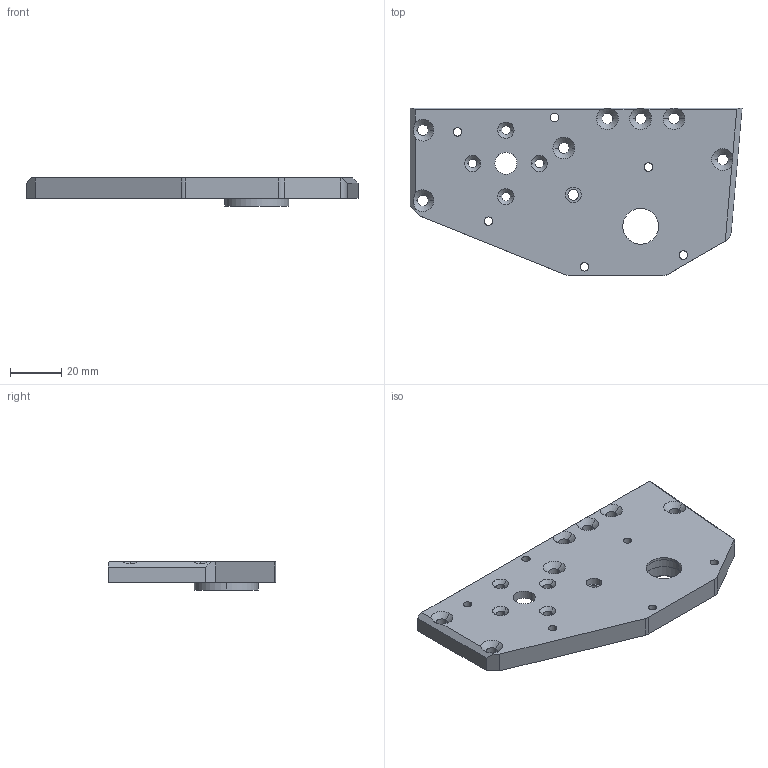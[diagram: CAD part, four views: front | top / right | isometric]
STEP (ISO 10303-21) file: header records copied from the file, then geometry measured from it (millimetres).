
FILE_DESCRIPTION (( 'STEP AP214' ), '1' );
FILE_NAME ('ALTI_USI_02-B.STEP', '2021-02-17T08:59:47', ( '' ), ( '' ), 'SwSTEP 2.0', 'SolidWorks 2020', '' );
FILE_SCHEMA (( 'AUTOMOTIVE_DESIGN' ));
Length unit declared in the file: millimetre
Products named in the file (1): ALTI_USI_02-B
Bounding box: 129.53 x 65.25 x 11 mm (x, y, z)
Volume: 52147 mm3; surface area: 19634.1 mm2
Topology: 1 solids, 1 shells, 109 faces, 293 edges, 188 vertices
Faces by surface type: cylinder 61, cone 24, plane 24
Entity records: 3781 total; most frequent: CARTESIAN_POINT 665, DIRECTION 652, ORIENTED_EDGE 586, EDGE_CURVE 293, AXIS2_PLACEMENT_3D 259, VERTEX_POINT 188, EDGE_LOOP 151, CIRCLE 149
